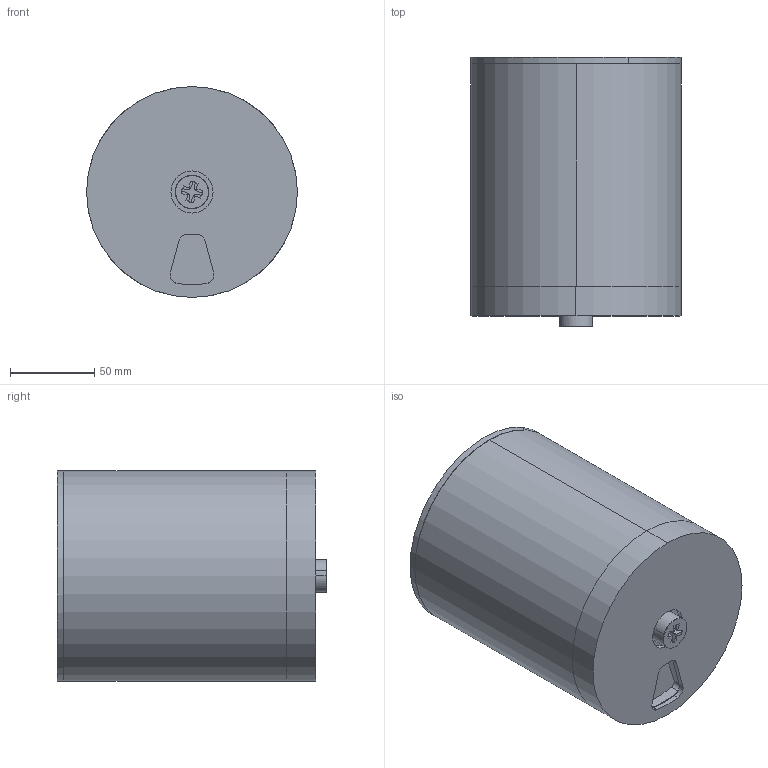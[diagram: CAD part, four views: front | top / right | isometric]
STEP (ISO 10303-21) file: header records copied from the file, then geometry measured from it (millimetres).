
FILE_DESCRIPTION (( 'STEP AP214' ), '1' );
FILE_NAME ('Flour Dis. MEchanism_1.4.STEP', '2021-08-14T07:10:25', ( '' ), ( '' ), 'SwSTEP 2.0', 'SolidWorks 2020', '' );
FILE_SCHEMA (( 'AUTOMOTIVE_DESIGN' ));
Length unit declared in the file: millimetre
Products named in the file (7): F CAP; Flour tracker_1.1; Flour Dis. MEchanism_1.4; Flour container_ top part; Flour tracker; Flour Dis. MEchanism; Flour container
Assembly tree (6 placements, depth 2):
  Flour Dis. MEchanism_1.4
    Flour container_ top part
    Flour Dis. MEchanism
    Flour tracker
    Flour container
    F CAP
    Flour tracker_1.1
Bounding box: 125 x 160 x 125 mm (x, y, z)
Volume: 336194.9 mm3; surface area: 219052.5 mm2
Topology: 6 solids, 6 shells, 195 faces, 518 edges, 341 vertices
Faces by surface type: plane 100, cylinder 75, bspline 14, torus 4, cone 2
Entity records: 7139 total; most frequent: CARTESIAN_POINT 1929, ORIENTED_EDGE 1036, DIRECTION 1026, EDGE_CURVE 518, AXIS2_PLACEMENT_3D 369, VERTEX_POINT 341, VECTOR 288, LINE 288
